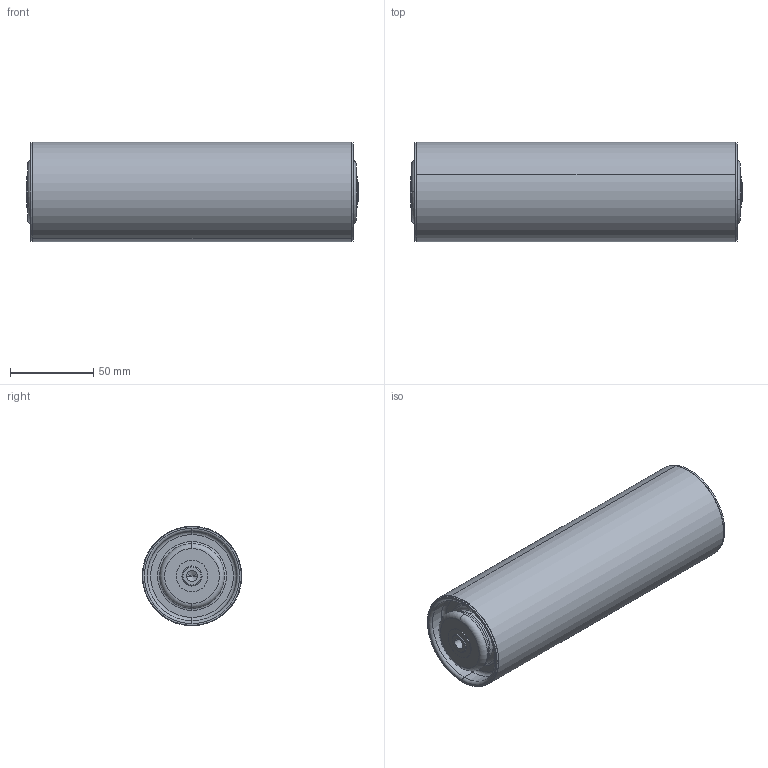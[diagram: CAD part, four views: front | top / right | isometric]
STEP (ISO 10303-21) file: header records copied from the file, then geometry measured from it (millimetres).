
FILE_DESCRIPTION (( 'STEP AP214' ), '1' );
FILE_NAME ('0022781.step', '2021-07-22T11:27:27', ( 'Windows-Benutzer' ), ( '' ), 'SwSTEP 2.0', 'SolidWorks 2020', '' );
FILE_SCHEMA (( 'AUTOMOTIVE_DESIGN' ));
Length unit declared in the file: millimetre
Products named in the file (1): 0022781
Bounding box: 200 x 59.99 x 59.99 mm (x, y, z)
Volume: 117231.9 mm3; surface area: 117078.3 mm2
Topology: 40 solids, 40 shells, 318 faces, 748 edges, 468 vertices
Faces by surface type: torus 116, cylinder 74, sphere 60, plane 40, cone 28
Entity records: 12077 total; most frequent: DIRECTION 1724, CARTESIAN_POINT 1291, ORIENTED_EDGE 1188, AXIS2_PLACEMENT_3D 811, EDGE_CURVE 594, CIRCLE 492, VERTEX_POINT 378, UNCERTAINTY_MEASURE_WITH_UNIT 360
